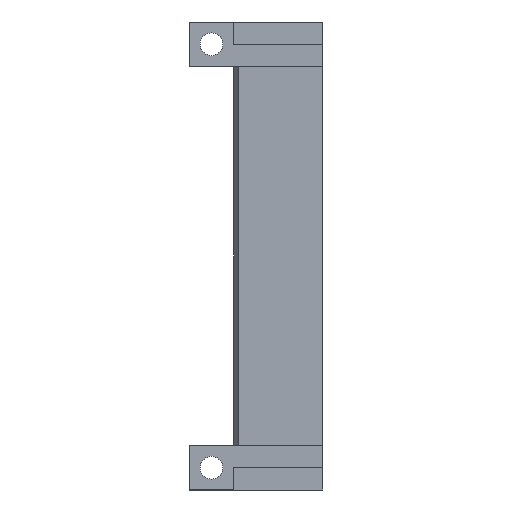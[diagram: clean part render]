
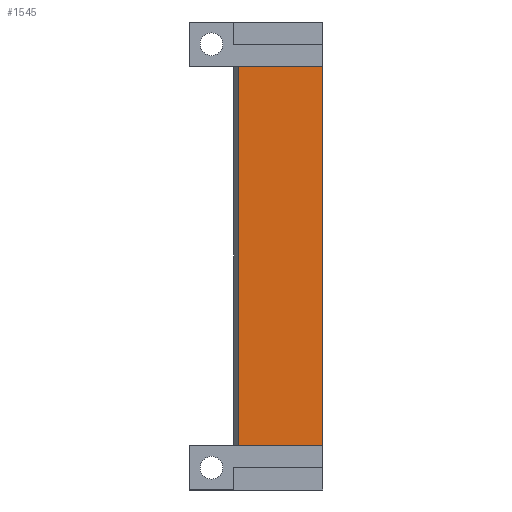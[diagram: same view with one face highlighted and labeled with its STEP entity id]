
A CAD part, left-side view. The second image highlights one B-rep face of the part: STEP entity #1545.
In plain terms, the highlighted planar face has unit normal (-1, 0, 0).
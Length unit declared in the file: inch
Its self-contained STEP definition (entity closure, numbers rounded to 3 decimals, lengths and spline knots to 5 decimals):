
#59 = FACE_OUTER_BOUND ( 'NONE', #1400, .T. ) ;
#114 = EDGE_CURVE ( 'NONE', #805, #295, #1060, .T. ) ;
#129 = AXIS2_PLACEMENT_3D ( 'NONE', #188, #548, #1050 ) ;
#138 = CARTESIAN_POINT ( 'NONE',  ( 4.45, 1., -4.5 ) ) ;
#149 = CARTESIAN_POINT ( 'NONE',  ( 4.45, 0.95, -4.5 ) ) ;
#150 = DIRECTION ( 'NONE',  ( 0., -1., 0. ) ) ;
#188 = CARTESIAN_POINT ( 'NONE',  ( 4.45, 1., -4.5 ) ) ;
#205 = DIRECTION ( 'NONE',  ( 0., 0., 1. ) ) ;
#239 = ORIENTED_EDGE ( 'NONE', *, *, #569, .F. ) ;
#270 = CARTESIAN_POINT ( 'NONE',  ( 4.45, 0.95, -0.25 ) ) ;
#292 = ORIENTED_EDGE ( 'NONE', *, *, #507, .T. ) ;
#295 = VERTEX_POINT ( 'NONE', #479 ) ;
#373 = LINE ( 'NONE', #138, #468 ) ;
#468 = VECTOR ( 'NONE', #150, 39.37008 ) ;
#479 = CARTESIAN_POINT ( 'NONE',  ( 4.45, 0., -0.25 ) ) ;
#504 = DIRECTION ( 'NONE',  ( 0., -1., 0. ) ) ;
#507 = EDGE_CURVE ( 'NONE', #967, #805, #373, .T. ) ;
#548 = DIRECTION ( 'NONE',  ( 1., 0., 0. ) ) ;
#569 = EDGE_CURVE ( 'NONE', #967, #957, #1318, .T. ) ;
#716 = CARTESIAN_POINT ( 'NONE',  ( 4.45, 0.95, -4.75495 ) ) ;
#721 = ORIENTED_EDGE ( 'NONE', *, *, #939, .F. ) ;
#794 = CARTESIAN_POINT ( 'NONE',  ( 4.45, 0., -4.5 ) ) ;
#805 = VERTEX_POINT ( 'NONE', #794 ) ;
#939 = EDGE_CURVE ( 'NONE', #957, #295, #1009, .T. ) ;
#957 = VERTEX_POINT ( 'NONE', #270 ) ;
#967 = VERTEX_POINT ( 'NONE', #149 ) ;
#990 = CARTESIAN_POINT ( 'NONE',  ( 4.45, 1., -0.25 ) ) ;
#997 = VECTOR ( 'NONE', #205, 39.37008 ) ;
#1009 = LINE ( 'NONE', #990, #1510 ) ;
#1050 = DIRECTION ( 'NONE',  ( 0., 0., -1. ) ) ;
#1060 = LINE ( 'NONE', #1066, #1575 ) ;
#1066 = CARTESIAN_POINT ( 'NONE',  ( 4.45, 0., -4.5 ) ) ;
#1071 = ORIENTED_EDGE ( 'NONE', *, *, #114, .T. ) ;
#1137 = PLANE ( 'NONE',  #129 ) ;
#1313 = DIRECTION ( 'NONE',  ( 0., 0., 1. ) ) ;
#1318 = LINE ( 'NONE', #716, #997 ) ;
#1400 = EDGE_LOOP ( 'NONE', ( #721, #239, #292, #1071 ) ) ;
#1510 = VECTOR ( 'NONE', #504, 39.37008 ) ;
#1545 = ADVANCED_FACE ( 'NONE', ( #59 ), #1137, .F. ) ;
#1575 = VECTOR ( 'NONE', #1313, 39.37008 ) ;
